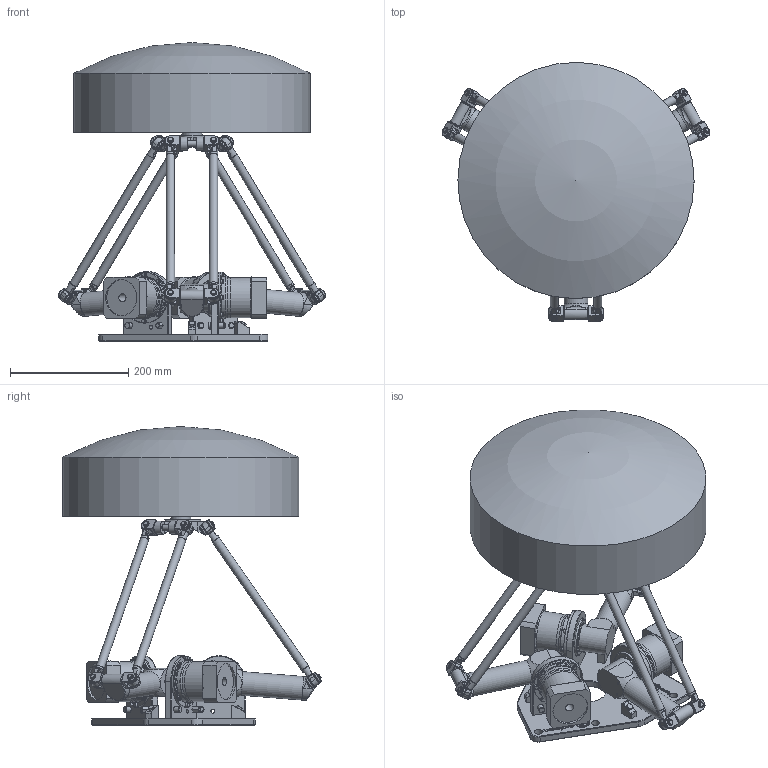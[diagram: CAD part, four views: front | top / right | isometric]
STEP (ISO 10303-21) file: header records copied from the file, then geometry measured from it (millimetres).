
FILE_DESCRIPTION(/* description */ (''),/* implementation_level */ '2;1');
FILE_NAME(/* name */ '3D-model_A_00800.stp',/* time_stamp */ '2023-04-12T09:12:55+02:00',/* author */ ('michael.schutter'),/* organization */ ('Majatronic'),/* preprocessor_version */ 'ST-DEVELOPER v16.5',/* originating_system */ 'Autodesk Inventor 2017',/* authorisation */ '');
FILE_SCHEMA (('AUTOMOTIVE_DESIGN { 1 0 10303 214 3 1 1 }'));
Length unit declared in the file: millimetre
Products named in the file (7): MT_BGR00018000MT_BGR; MT_WST00055493; MT_WST00055498 Dummy Oberarm; MT_WST00055500MT_WST; MT_WST00055502; MT_WST00055501MT_WST; MT_WST00055395 Arbeitsbereich
Assembly tree (18 placements, depth 2):
  MT_BGR00018000MT_BGR
    MT_WST00055493
    MT_WST00055498 Dummy Oberarm  x3
    MT_WST00055500MT_WST  x6
    MT_WST00055501MT_WST  x6
    MT_WST00055502
    MT_WST00055395 Arbeitsbereich
Bounding box: 453.01 x 438.31 x 506 mm (x, y, z)
Volume: 20955562.9 mm3; surface area: 1210486.4 mm2
Topology: 20 solids, 35 shells, 2690 faces, 6390 edges, 4041 vertices
Faces by surface type: plane 1466, cylinder 707, cone 268, bspline 162, torus 86, sphere 1
Full cylindrical faces by diameter (mm): 3.459 x10, 4 x1, 4.134 x3, 5 x24, 6.5 x3, 7 x24, 8 x57, 10 x28, 12 x12, 13.5 x6, 13.8 x12, 14 x21, 16 x1, 18 x24, 34 x1, 39.8 x6, 40 x9, 45 x1, 46 x3, 47.63 x1, 49.448 x3, 60 x4, 61 x3, 64 x6, 68 x3, 70.5 x3, 86 x3, 400 x1
Entity records: 57009 total; most frequent: CARTESIAN_POINT 18460, DIRECTION 7602, ORIENTED_EDGE 7584, EDGE_CURVE 3790, AXIS2_PLACEMENT_3D 2639, VERTEX_POINT 2570, LINE 2324, VECTOR 2324
